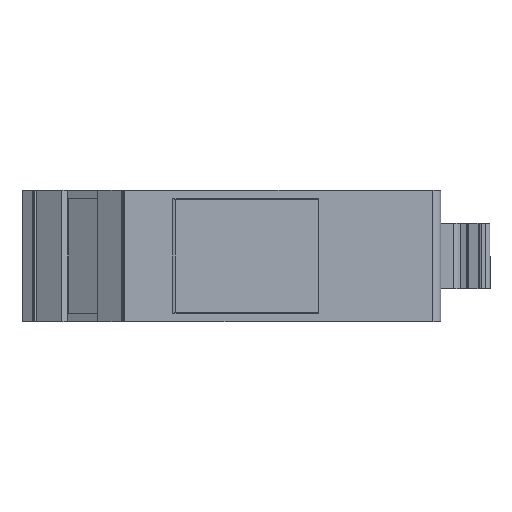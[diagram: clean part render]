
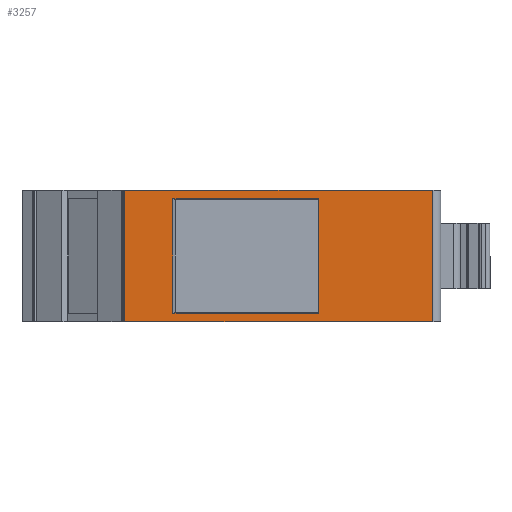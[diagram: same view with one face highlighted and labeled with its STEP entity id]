
A CAD part, left-side view. The second image highlights one B-rep face of the part: STEP entity #3257.
In plain terms, the highlighted planar face has unit normal (-1, 0, 0).
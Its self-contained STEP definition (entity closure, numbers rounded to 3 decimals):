
#39 = EDGE_CURVE ( 'NONE', #4654, #1415, #1408, .T. ) ;
#45 = CARTESIAN_POINT ( 'NONE',  ( -26.635, -23.473, -11.866 ) ) ;
#194 = EDGE_CURVE ( 'NONE', #5779, #4000, #3758, .T. ) ;
#329 = ORIENTED_EDGE ( 'NONE', *, *, #5134, .F. ) ;
#333 = CARTESIAN_POINT ( 'NONE',  ( -26.635, 8.218, 7.384 ) ) ;
#640 = DIRECTION ( 'NONE',  ( 0., 0., 1. ) ) ;
#692 = EDGE_CURVE ( 'NONE', #1061, #5779, #1982, .T. ) ;
#793 = EDGE_CURVE ( 'NONE', #1998, #1061, #4962, .T. ) ;
#941 = EDGE_CURVE ( 'NONE', #3524, #1998, #2315, .T. ) ;
#986 = VECTOR ( 'NONE', #6877, 1000. ) ;
#1061 = VERTEX_POINT ( 'NONE', #3304 ) ;
#1065 = DIRECTION ( 'NONE',  ( 0., -1., 0. ) ) ;
#1111 = EDGE_CURVE ( 'NONE', #4000, #3524, #4554, .T. ) ;
#1208 = CARTESIAN_POINT ( 'NONE',  ( -26.635, 14.495, -7.616 ) ) ;
#1230 = CARTESIAN_POINT ( 'NONE',  ( -26.635, -16.437, 8.384 ) ) ;
#1233 = VECTOR ( 'NONE', #1065, 1000. ) ;
#1279 = LINE ( 'NONE', #45, #4850 ) ;
#1389 = VECTOR ( 'NONE', #6703, 1000. ) ;
#1408 = LINE ( 'NONE', #4674, #6531 ) ;
#1415 = VERTEX_POINT ( 'NONE', #5150 ) ;
#1428 = VECTOR ( 'NONE', #2585, 1000. ) ;
#1548 = CARTESIAN_POINT ( 'NONE',  ( -26.635, 14.495, 8.384 ) ) ;
#1714 = DIRECTION ( 'NONE',  ( 0., 1., 0. ) ) ;
#1751 = ORIENTED_EDGE ( 'NONE', *, *, #3802, .T. ) ;
#1982 = B_SPLINE_CURVE_WITH_KNOTS ( 'NONE', 3,
 ( #333, #3386, #6019, #2847 ),
 .UNSPECIFIED., .F., .F.,
 ( 4, 4 ),
 ( 0., 0.5 ),
 .UNSPECIFIED. ) ;
#1998 = VERTEX_POINT ( 'NONE', #7240 ) ;
#2194 = VECTOR ( 'NONE', #1714, 1000. ) ;
#2315 = LINE ( 'NONE', #5327, #5895 ) ;
#2317 = DIRECTION ( 'NONE',  ( 0., 1., 0. ) ) ;
#2354 = CARTESIAN_POINT ( 'NONE',  ( -26.635, 14.495, 8.384 ) ) ;
#2438 = PLANE ( 'NONE',  #3090 ) ;
#2585 = DIRECTION ( 'NONE',  ( 0., -1., 0. ) ) ;
#2607 = CARTESIAN_POINT ( 'NONE',  ( -26.635, -20.955, 8.384 ) ) ;
#2734 = EDGE_CURVE ( 'NONE', #1415, #8712, #8297, .T. ) ;
#2847 = CARTESIAN_POINT ( 'NONE',  ( -26.635, 8.218, 0.384 ) ) ;
#2866 = DIRECTION ( 'NONE',  ( 0., -1., 0. ) ) ;
#2923 = LINE ( 'NONE', #4866, #4703 ) ;
#3005 = LINE ( 'NONE', #6779, #986 ) ;
#3090 = AXIS2_PLACEMENT_3D ( 'NONE', #2354, #3194, #2317 ) ;
#3104 = CARTESIAN_POINT ( 'NONE',  ( -26.635, 8.218, 0.384 ) ) ;
#3194 = DIRECTION ( 'NONE',  ( 1., 0., 0. ) ) ;
#3257 = ADVANCED_FACE ( 'NONE', ( #5208, #8494 ), #2438, .F. ) ;
#3304 = CARTESIAN_POINT ( 'NONE',  ( -26.635, 8.218, 7.384 ) ) ;
#3316 = EDGE_CURVE ( 'NONE', #5263, #6441, #8282, .T. ) ;
#3361 = CARTESIAN_POINT ( 'NONE',  ( -26.635, 14.495, 8.384 ) ) ;
#3386 = CARTESIAN_POINT ( 'NONE',  ( -26.635, 8.218, 5.05 ) ) ;
#3418 = VERTEX_POINT ( 'NONE', #6412 ) ;
#3524 = VERTEX_POINT ( 'NONE', #7299 ) ;
#3530 = ORIENTED_EDGE ( 'NONE', *, *, #7435, .F. ) ;
#3758 = B_SPLINE_CURVE_WITH_KNOTS ( 'NONE', 3,
 ( #6545, #6258, #6489, #6577 ),
 .UNSPECIFIED., .F., .F.,
 ( 4, 4 ),
 ( 0.5, 1. ),
 .UNSPECIFIED. ) ;
#3802 = EDGE_CURVE ( 'NONE', #6196, #4654, #4263, .T. ) ;
#3825 = ORIENTED_EDGE ( 'NONE', *, *, #941, .F. ) ;
#4000 = VERTEX_POINT ( 'NONE', #8298 ) ;
#4060 = ORIENTED_EDGE ( 'NONE', *, *, #692, .F. ) ;
#4263 = LINE ( 'NONE', #3361, #2194 ) ;
#4330 = DIRECTION ( 'NONE',  ( 0., 1., 0. ) ) ;
#4554 = LINE ( 'NONE', #4966, #7835 ) ;
#4606 = ORIENTED_EDGE ( 'NONE', *, *, #8309, .T. ) ;
#4654 = VERTEX_POINT ( 'NONE', #5195 ) ;
#4674 = CARTESIAN_POINT ( 'NONE',  ( -26.635, 14.077, 8.384 ) ) ;
#4703 = VECTOR ( 'NONE', #4330, 1000. ) ;
#4788 = DIRECTION ( 'NONE',  ( 0., 0., -1. ) ) ;
#4850 = VECTOR ( 'NONE', #640, 1000. ) ;
#4866 = CARTESIAN_POINT ( 'NONE',  ( -26.635, 14.495, -7.616 ) ) ;
#4962 = LINE ( 'NONE', #6735, #1389 ) ;
#4966 = CARTESIAN_POINT ( 'NONE',  ( -26.635, 8.218, -6.616 ) ) ;
#5134 = EDGE_CURVE ( 'NONE', #3418, #8712, #2923, .T. ) ;
#5150 = CARTESIAN_POINT ( 'NONE',  ( -26.635, 14.077, -7.616 ) ) ;
#5195 = CARTESIAN_POINT ( 'NONE',  ( -26.635, 14.077, 8.384 ) ) ;
#5208 = FACE_OUTER_BOUND ( 'NONE', #7998, .T. ) ;
#5257 = DIRECTION ( 'NONE',  ( 0., 0., 1. ) ) ;
#5263 = VERTEX_POINT ( 'NONE', #2607 ) ;
#5327 = CARTESIAN_POINT ( 'NONE',  ( -26.635, -9.582, -6.616 ) ) ;
#5779 = VERTEX_POINT ( 'NONE', #3104 ) ;
#5895 = VECTOR ( 'NONE', #5257, 1000. ) ;
#5979 = ORIENTED_EDGE ( 'NONE', *, *, #1111, .F. ) ;
#6019 = CARTESIAN_POINT ( 'NONE',  ( -26.635, 8.218, 2.717 ) ) ;
#6196 = VERTEX_POINT ( 'NONE', #1230 ) ;
#6258 = CARTESIAN_POINT ( 'NONE',  ( -26.635, 8.218, -1.95 ) ) ;
#6412 = CARTESIAN_POINT ( 'NONE',  ( -26.635, -23.473, -7.616 ) ) ;
#6441 = VERTEX_POINT ( 'NONE', #7151 ) ;
#6489 = CARTESIAN_POINT ( 'NONE',  ( -26.635, 8.218, -4.283 ) ) ;
#6496 = ORIENTED_EDGE ( 'NONE', *, *, #39, .T. ) ;
#6531 = VECTOR ( 'NONE', #4788, 1000. ) ;
#6545 = CARTESIAN_POINT ( 'NONE',  ( -26.635, 8.218, 0.384 ) ) ;
#6577 = CARTESIAN_POINT ( 'NONE',  ( -26.635, 8.218, -6.616 ) ) ;
#6703 = DIRECTION ( 'NONE',  ( 0., 1., 0. ) ) ;
#6735 = CARTESIAN_POINT ( 'NONE',  ( -26.635, 8.218, 7.384 ) ) ;
#6779 = CARTESIAN_POINT ( 'NONE',  ( -26.635, -15.785, 8.384 ) ) ;
#6848 = ORIENTED_EDGE ( 'NONE', *, *, #194, .F. ) ;
#6877 = DIRECTION ( 'NONE',  ( 0., -1., 0. ) ) ;
#7057 = CARTESIAN_POINT ( 'NONE',  ( -26.635, -20.955, -7.616 ) ) ;
#7151 = CARTESIAN_POINT ( 'NONE',  ( -26.635, -23.473, 8.384 ) ) ;
#7240 = CARTESIAN_POINT ( 'NONE',  ( -26.635, -9.582, 7.384 ) ) ;
#7299 = CARTESIAN_POINT ( 'NONE',  ( -26.635, -9.582, -6.616 ) ) ;
#7435 = EDGE_CURVE ( 'NONE', #6196, #5263, #3005, .T. ) ;
#7724 = ORIENTED_EDGE ( 'NONE', *, *, #793, .F. ) ;
#7825 = ORIENTED_EDGE ( 'NONE', *, *, #2734, .T. ) ;
#7835 = VECTOR ( 'NONE', #2866, 1000. ) ;
#7998 = EDGE_LOOP ( 'NONE', ( #4606, #8502, #3530, #1751, #6496, #7825, #329 ) ) ;
#8213 = EDGE_LOOP ( 'NONE', ( #6848, #4060, #7724, #3825, #5979 ) ) ;
#8282 = LINE ( 'NONE', #1548, #1428 ) ;
#8297 = LINE ( 'NONE', #1208, #1233 ) ;
#8298 = CARTESIAN_POINT ( 'NONE',  ( -26.635, 8.218, -6.616 ) ) ;
#8309 = EDGE_CURVE ( 'NONE', #3418, #6441, #1279, .T. ) ;
#8494 = FACE_BOUND ( 'NONE', #8213, .T. ) ;
#8502 = ORIENTED_EDGE ( 'NONE', *, *, #3316, .F. ) ;
#8712 = VERTEX_POINT ( 'NONE', #7057 ) ;
